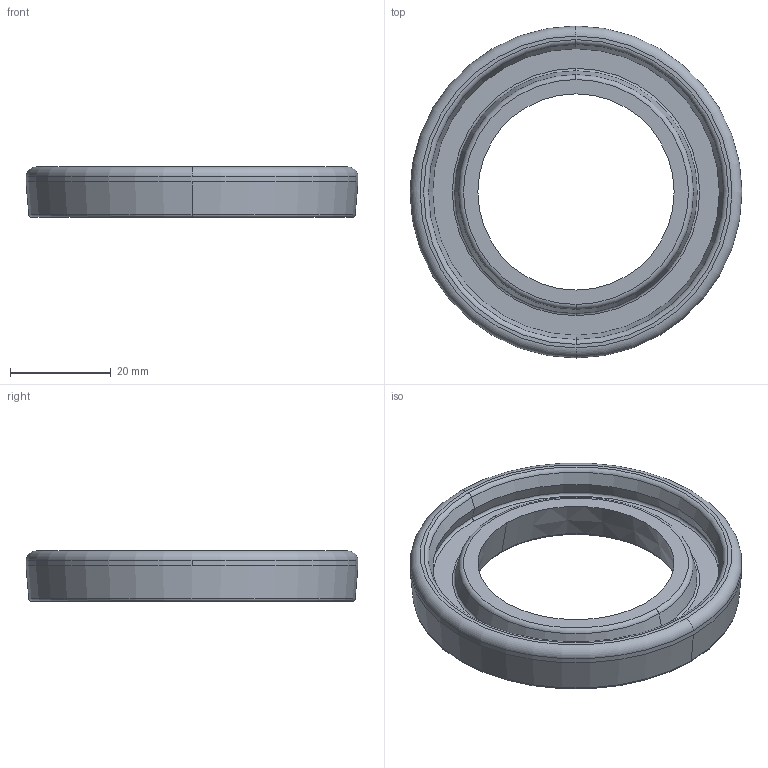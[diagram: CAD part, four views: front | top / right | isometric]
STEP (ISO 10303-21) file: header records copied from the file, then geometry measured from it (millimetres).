
FILE_DESCRIPTION (( 'STEP AP203' ), '1' );
FILE_NAME ('3_842_522_301_Bosch.step', '2024-06-10T08:30:25', ( '' ), ( '' ), 'SwSTEP 2.0', 'SolidWorks 2014', '' );
FILE_SCHEMA (( 'CONFIG_CONTROL_DESIGN' ));
Length unit declared in the file: millimetre
Products named in the file (1): 3_842_522_301_Bosch
Bounding box: 66 x 66 x 10 mm (x, y, z)
Volume: 14518.2 mm3; surface area: 8406.5 mm2
Topology: 1 solids, 1 shells, 30 faces, 64 edges, 38 vertices
Faces by surface type: torus 14, cone 10, plane 4, cylinder 2
Entity records: 909 total; most frequent: DIRECTION 178, CARTESIAN_POINT 133, ORIENTED_EDGE 128, AXIS2_PLACEMENT_3D 83, EDGE_CURVE 64, CIRCLE 52, VERTEX_POINT 38, EDGE_LOOP 34
